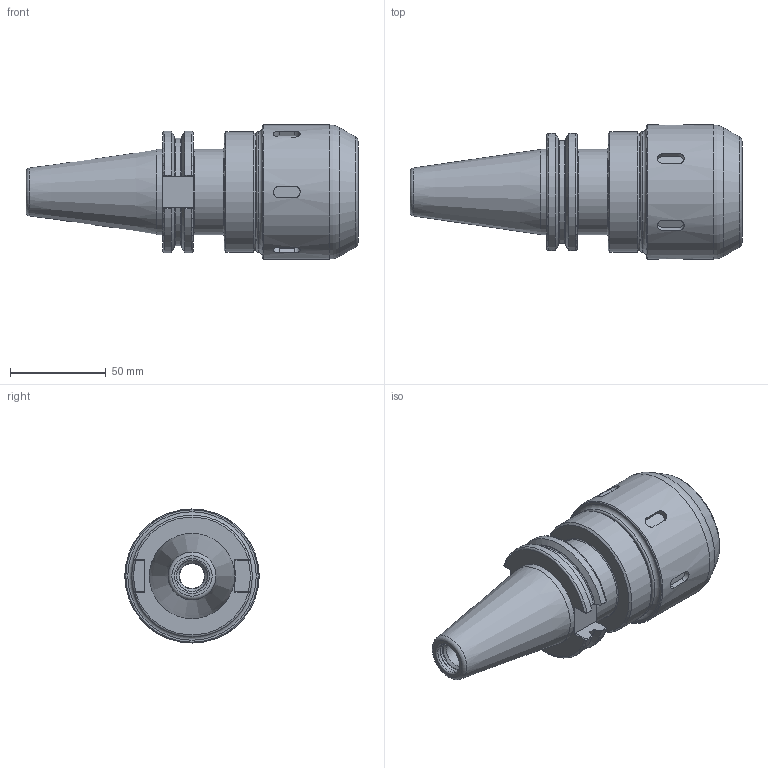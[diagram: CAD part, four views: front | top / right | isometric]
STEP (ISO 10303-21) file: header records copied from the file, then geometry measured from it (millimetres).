
FILE_DESCRIPTION(/* description */ (''),/* implementation_level */ '2;1');
FILE_NAME(/* name */ 'CAT40-MC125-0413.stp',/* time_stamp */ '2019-06-11T10:22:42-05:00',/* author */ ('ldfli'),/* organization */ ('Pioneer N.A.'),/* preprocessor_version */ 'ST-DEVELOPER v18',/* originating_system */ 'Autodesk Inventor LT',/* authorisation */ '');
FILE_SCHEMA (('AUTOMOTIVE_DESIGN { 1 0 10303 214 3 1 1 }'));
Length unit declared in the file: millimetre
Products named in the file (1): CAT40-MC125-0413
Bounding box: 173.26 x 70 x 70 mm (x, y, z)
Volume: 289066.2 mm3; surface area: 67503.5 mm2
Topology: 2 solids, 2 shells, 209 faces, 610 edges, 417 vertices
Faces by surface type: plane 74, cylinder 54, torus 42, cone 23, bspline 16
Full cylindrical faces by diameter (mm): 10 x1, 13 x1, 13.494 x1, 13.835 x1, 16.3 x1, 16.8 x1, 33 x1, 37 x1, 44.45 x2, 63 x1, 70 x1
Entity records: 8519 total; most frequent: CARTESIAN_POINT 3067, ORIENTED_EDGE 1218, DIRECTION 1073, EDGE_CURVE 609, AXIS2_PLACEMENT_3D 418, VERTEX_POINT 417, LINE 237, VECTOR 237
